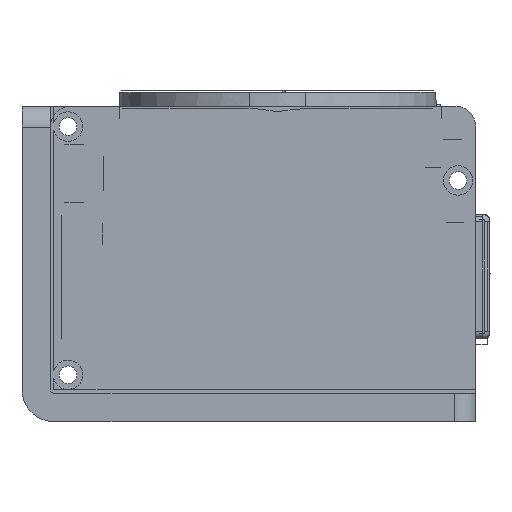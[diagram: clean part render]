
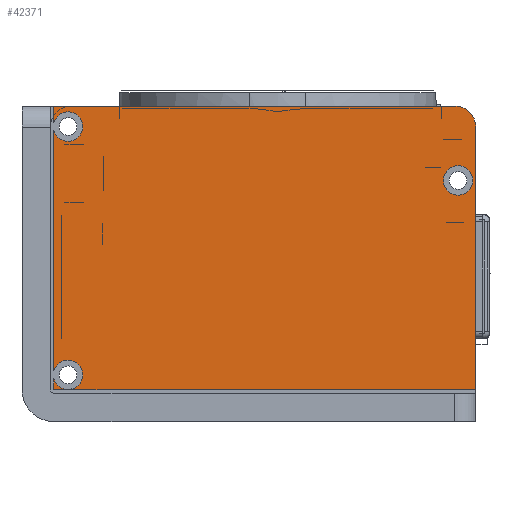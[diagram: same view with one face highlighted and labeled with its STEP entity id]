
A CAD part, front view. The second image highlights one B-rep face of the part: STEP entity #42371.
In plain terms, the highlighted planar face has unit normal (0, -1, 0).
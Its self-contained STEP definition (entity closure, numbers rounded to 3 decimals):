
#944=FACE_BOUND('',#6567,.T.);
#2425=PLANE('',#45166);
#4382=FACE_OUTER_BOUND('',#6566,.T.);
#6566=EDGE_LOOP('',(#39136,#39137,#39138,#39139,#39140,#39141,#39142,#39143,
#39144));
#6567=EDGE_LOOP('',(#39145));
#7507=CIRCLE('',#45167,2.075);
#7508=CIRCLE('',#45168,2.075);
#7509=CIRCLE('',#45169,3.);
#7510=CIRCLE('',#45170,2.075);
#12304=LINE('',#71052,#17524);
#12305=LINE('',#71056,#17525);
#12306=LINE('',#71058,#17526);
#12307=LINE('',#71060,#17527);
#12308=LINE('',#71064,#17528);
#12309=LINE('',#71065,#17529);
#17524=VECTOR('',#55211,33.894);
#17525=VECTOR('',#55214,1.547);
#17526=VECTOR('',#55215,59.5);
#17527=VECTOR('',#55216,37.);
#17528=VECTOR('',#55219,56.5);
#17529=VECTOR('',#55220,2.347);
#21801=VERTEX_POINT('',#71048);
#21802=VERTEX_POINT('',#71049);
#21803=VERTEX_POINT('',#71051);
#21804=VERTEX_POINT('',#71053);
#21805=VERTEX_POINT('',#71055);
#21806=VERTEX_POINT('',#71057);
#21807=VERTEX_POINT('',#71059);
#21808=VERTEX_POINT('',#71061);
#21809=VERTEX_POINT('',#71063);
#21810=VERTEX_POINT('',#71066);
#27986=EDGE_CURVE('',#21801,#21802,#7507,.T.);
#27987=EDGE_CURVE('',#21801,#21803,#12304,.T.);
#27988=EDGE_CURVE('',#21804,#21803,#7508,.T.);
#27989=EDGE_CURVE('',#21804,#21805,#12305,.T.);
#27990=EDGE_CURVE('',#21805,#21806,#12306,.T.);
#27991=EDGE_CURVE('',#21806,#21807,#12307,.T.);
#27992=EDGE_CURVE('',#21808,#21807,#7509,.T.);
#27993=EDGE_CURVE('',#21808,#21809,#12308,.T.);
#27994=EDGE_CURVE('',#21809,#21802,#12309,.T.);
#27995=EDGE_CURVE('',#21810,#21810,#7510,.T.);
#39136=ORIENTED_EDGE('',*,*,#27986,.F.);
#39137=ORIENTED_EDGE('',*,*,#27987,.T.);
#39138=ORIENTED_EDGE('',*,*,#27988,.F.);
#39139=ORIENTED_EDGE('',*,*,#27989,.T.);
#39140=ORIENTED_EDGE('',*,*,#27990,.T.);
#39141=ORIENTED_EDGE('',*,*,#27991,.T.);
#39142=ORIENTED_EDGE('',*,*,#27992,.F.);
#39143=ORIENTED_EDGE('',*,*,#27993,.T.);
#39144=ORIENTED_EDGE('',*,*,#27994,.T.);
#39145=ORIENTED_EDGE('',*,*,#27995,.F.);
#42371=ADVANCED_FACE('',(#4382,#944),#2425,.F.);
#45166=AXIS2_PLACEMENT_3D('',#71047,#55207,#55208);
#45167=AXIS2_PLACEMENT_3D('',#71050,#55209,#55210);
#45168=AXIS2_PLACEMENT_3D('',#71054,#55212,#55213);
#45169=AXIS2_PLACEMENT_3D('',#71062,#55217,#55218);
#45170=AXIS2_PLACEMENT_3D('',#71067,#55221,#55222);
#55207=DIRECTION('center_axis',(0.,1.,0.));
#55208=DIRECTION('ref_axis',(-1.,0.,0.));
#55209=DIRECTION('center_axis',(0.,-1.,0.));
#55210=DIRECTION('ref_axis',(-1.,0.,0.));
#55211=DIRECTION('',(0.,0.,-1.));
#55212=DIRECTION('center_axis',(0.,-1.,0.));
#55213=DIRECTION('ref_axis',(-1.,0.,0.));
#55214=DIRECTION('',(0.,0.,-1.));
#55215=DIRECTION('',(1.,0.,0.));
#55216=DIRECTION('',(0.,0.,1.));
#55217=DIRECTION('center_axis',(0.,1.,0.));
#55218=DIRECTION('ref_axis',(0.707,0.,0.707));
#55219=DIRECTION('',(-1.,0.,0.));
#55220=DIRECTION('',(0.,0.,-1.));
#55221=DIRECTION('center_axis',(0.,-1.,0.));
#55222=DIRECTION('ref_axis',(-1.,0.,0.));
#71047=CARTESIAN_POINT('Origin',(0.25,-51.5,20.7));
#71048=CARTESIAN_POINT('',(-29.5,-51.5,38.247));
#71049=CARTESIAN_POINT('',(-29.5,-51.5,39.353));
#71050=CARTESIAN_POINT('Origin',(-27.5,-51.5,38.8));
#71051=CARTESIAN_POINT('',(-29.5,-51.5,4.353));
#71052=CARTESIAN_POINT('',(-29.5,-51.5,41.7));
#71053=CARTESIAN_POINT('',(-29.5,-51.5,3.247));
#71054=CARTESIAN_POINT('Origin',(-27.5,-51.5,3.8));
#71055=CARTESIAN_POINT('',(-29.5,-51.5,1.7));
#71056=CARTESIAN_POINT('',(-29.5,-51.5,41.7));
#71057=CARTESIAN_POINT('',(30.,-51.5,1.7));
#71058=CARTESIAN_POINT('',(-14.625,-51.5,1.7));
#71059=CARTESIAN_POINT('',(30.,-51.5,38.7));
#71060=CARTESIAN_POINT('',(30.,-51.5,-0.3));
#71061=CARTESIAN_POINT('',(27.,-51.5,41.7));
#71062=CARTESIAN_POINT('Origin',(27.,-51.5,38.7));
#71063=CARTESIAN_POINT('',(-29.5,-51.5,41.7));
#71064=CARTESIAN_POINT('',(30.,-51.5,41.7));
#71065=CARTESIAN_POINT('',(-29.5,-51.5,41.7));
#71066=CARTESIAN_POINT('',(29.575,-51.5,31.2));
#71067=CARTESIAN_POINT('Origin',(27.5,-51.5,31.2));
